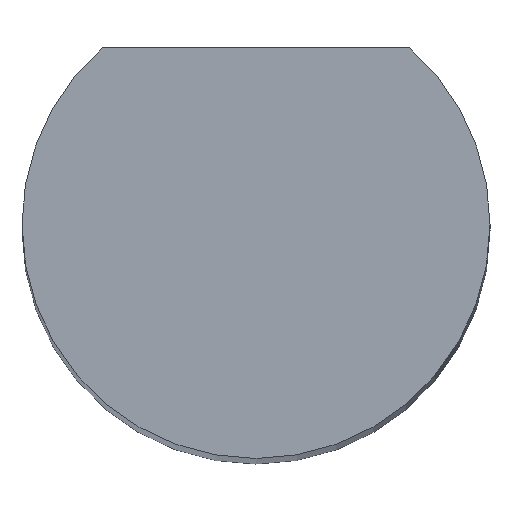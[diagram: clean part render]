
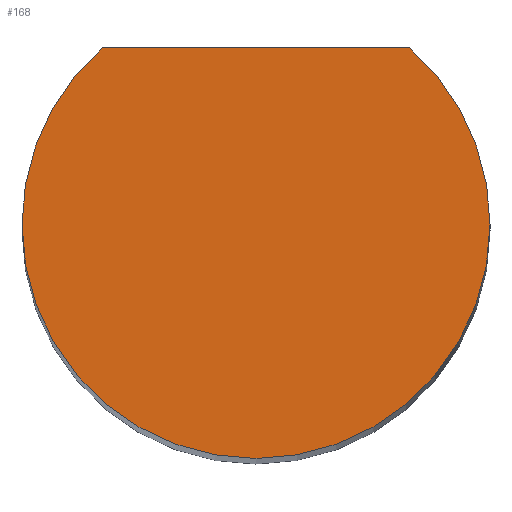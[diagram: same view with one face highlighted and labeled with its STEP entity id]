
A CAD part, top view. The second image highlights one B-rep face of the part: STEP entity #168.
In plain terms, the highlighted planar face has unit normal (0, 0, 1).
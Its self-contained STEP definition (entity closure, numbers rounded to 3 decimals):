
#2 = CIRCLE ( 'NONE', #72, 3.99 ) ;
#3 = FACE_OUTER_BOUND ( 'NONE', #155, .T. ) ;
#5 = CARTESIAN_POINT ( 'NONE',  ( 3.99, 0., 27.5 ) ) ;
#6 = EDGE_CURVE ( 'NONE', #53, #89, #27, .T. ) ;
#14 = CARTESIAN_POINT ( 'NONE',  ( 2.619, 3.01, 27.5 ) ) ;
#16 = ORIENTED_EDGE ( 'NONE', *, *, #91, .T. ) ;
#27 = CIRCLE ( 'NONE', #65, 3.99 ) ;
#28 = EDGE_CURVE ( 'NONE', #124, #53, #108, .T. ) ;
#34 = PLANE ( 'NONE',  #104 ) ;
#35 = CARTESIAN_POINT ( 'NONE',  ( 0., 0., 27.5 ) ) ;
#38 = DIRECTION ( 'NONE',  ( 1., 0., 0. ) ) ;
#40 = ORIENTED_EDGE ( 'NONE', *, *, #28, .T. ) ;
#47 = CARTESIAN_POINT ( 'NONE',  ( -3.99, 0., 27.5 ) ) ;
#53 = VERTEX_POINT ( 'NONE', #47 ) ;
#65 = AXIS2_PLACEMENT_3D ( 'NONE', #35, #67, #116 ) ;
#66 = DIRECTION ( 'NONE',  ( 1., 0., 0. ) ) ;
#67 = DIRECTION ( 'NONE',  ( 0., 0., 1. ) ) ;
#72 = AXIS2_PLACEMENT_3D ( 'NONE', #148, #184, #38 ) ;
#87 = LINE ( 'NONE', #180, #172 ) ;
#89 = VERTEX_POINT ( 'NONE', #5 ) ;
#91 = EDGE_CURVE ( 'NONE', #89, #156, #2, .T. ) ;
#101 = DIRECTION ( 'NONE',  ( 0., 0., 1. ) ) ;
#104 = AXIS2_PLACEMENT_3D ( 'NONE', #110, #178, #66 ) ;
#108 = CIRCLE ( 'NONE', #188, 3.99 ) ;
#110 = CARTESIAN_POINT ( 'NONE',  ( 0., 0., 27.5 ) ) ;
#111 = CARTESIAN_POINT ( 'NONE',  ( 0., 0., 27.5 ) ) ;
#116 = DIRECTION ( 'NONE',  ( 1., 0., 0. ) ) ;
#124 = VERTEX_POINT ( 'NONE', #143 ) ;
#142 = DIRECTION ( 'NONE',  ( 1., 0., 0. ) ) ;
#143 = CARTESIAN_POINT ( 'NONE',  ( -2.619, 3.01, 27.5 ) ) ;
#146 = EDGE_CURVE ( 'NONE', #156, #124, #87, .T. ) ;
#148 = CARTESIAN_POINT ( 'NONE',  ( 0., 0., 27.5 ) ) ;
#155 = EDGE_LOOP ( 'NONE', ( #40, #179, #16, #157 ) ) ;
#156 = VERTEX_POINT ( 'NONE', #14 ) ;
#157 = ORIENTED_EDGE ( 'NONE', *, *, #146, .T. ) ;
#168 = ADVANCED_FACE ( 'NONE', ( #3 ), #34, .T. ) ;
#172 = VECTOR ( 'NONE', #195, 1000. ) ;
#178 = DIRECTION ( 'NONE',  ( 0., 0., 1. ) ) ;
#179 = ORIENTED_EDGE ( 'NONE', *, *, #6, .T. ) ;
#180 = CARTESIAN_POINT ( 'NONE',  ( -2.619, 3.01, 27.5 ) ) ;
#184 = DIRECTION ( 'NONE',  ( 0., 0., 1. ) ) ;
#188 = AXIS2_PLACEMENT_3D ( 'NONE', #111, #101, #142 ) ;
#195 = DIRECTION ( 'NONE',  ( -1., 0., 0. ) ) ;
